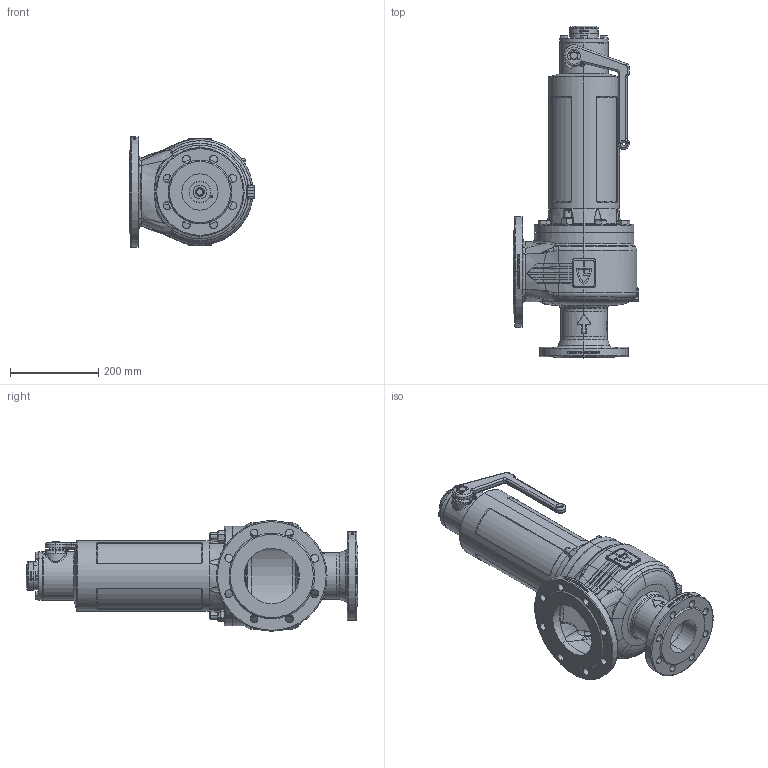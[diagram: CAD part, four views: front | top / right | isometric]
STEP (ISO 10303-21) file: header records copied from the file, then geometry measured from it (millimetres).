
FILE_DESCRIPTION (( 'STEP AP214' ), '1' );
FILE_NAME ('455TGFL_80_FLFL_80125_MD.STEP', '2020-08-20T12:13:18', ( '' ), ( '' ), 'SwSTEP 2.0', 'SolidWorks 2020', '' );
FILE_SCHEMA (( 'AUTOMOTIVE_DESIGN' ));
Length unit declared in the file: millimetre
Products named in the file (1): 455TGFL_80_FLFL_80125_MD
Bounding box: 284 x 751 x 250 mm (x, y, z)
Volume: 5086255.1 mm3; surface area: 1211193.6 mm2
Topology: 26 solids, 26 shells, 2955 faces, 7446 edges, 4714 vertices
Faces by surface type: plane 1074, bspline 791, cylinder 620, cone 292, torus 159, sphere 19
Entity records: 223276 total; most frequent: CARTESIAN_POINT 125419, ORIENTED_EDGE 14792, DIRECTION 11615, EDGE_CURVE 7396, VERTEX_POINT 4714, AXIS2_PLACEMENT_3D 4633, EDGE_LOOP 3272, UNCERTAINTY_MEASURE_WITH_UNIT 2976
